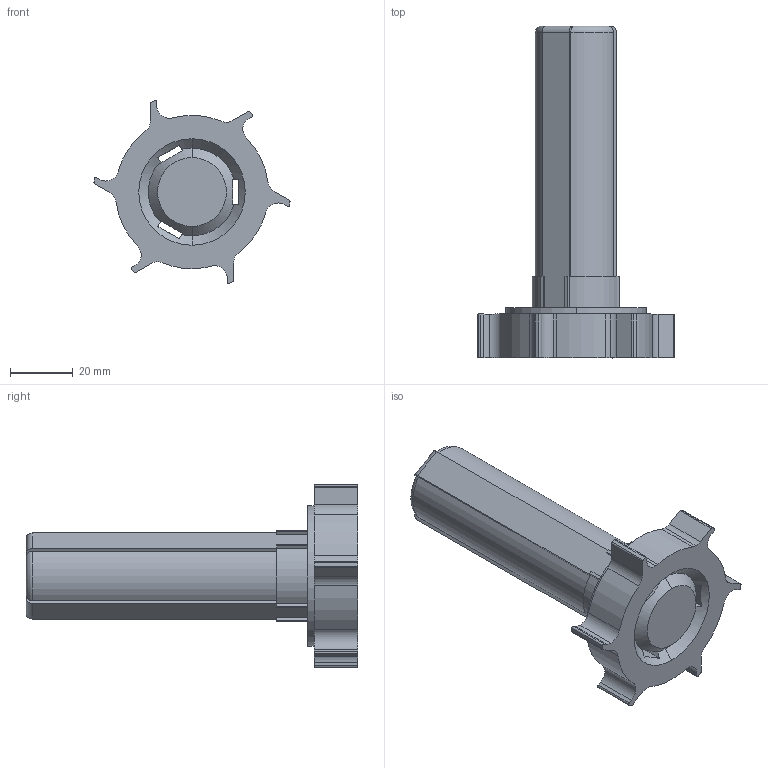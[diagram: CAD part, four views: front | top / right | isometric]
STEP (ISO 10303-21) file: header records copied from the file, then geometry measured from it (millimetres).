
FILE_DESCRIPTION (( 'STEP AP214' ), '1' );
FILE_NAME ('desk_lamp_body.STEP', '2025-08-24T19:50:47', ( '' ), ( '' ), 'SwSTEP 2.0', 'SolidWorks 2025', '' );
FILE_SCHEMA (( 'AUTOMOTIVE_DESIGN' ));
Length unit declared in the file: millimetre
Products named in the file (1): desk_lamp_body
Bounding box: 62.69 x 106 x 58.37 mm (x, y, z)
Volume: 79293.8 mm3; surface area: 16195 mm2
Topology: 1 solids, 1 shells, 114 faces, 342 edges, 227 vertices
Faces by surface type: cylinder 56, plane 50, cone 4, torus 4
Entity records: 4031 total; most frequent: CARTESIAN_POINT 840, ORIENTED_EDGE 684, DIRECTION 674, EDGE_CURVE 342, AXIS2_PLACEMENT_3D 241, VERTEX_POINT 227, VECTOR 192, LINE 192
